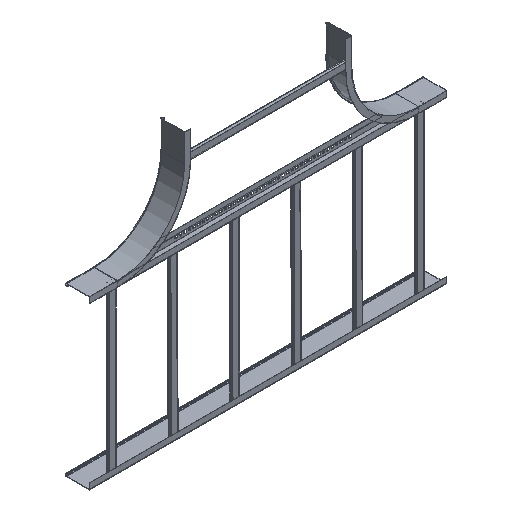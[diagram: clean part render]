
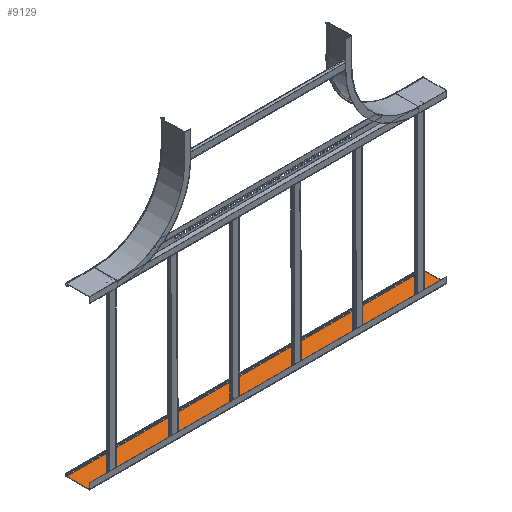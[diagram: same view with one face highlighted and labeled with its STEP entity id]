
A CAD part, isometric view. The second image highlights one B-rep face of the part: STEP entity #9129.
In plain terms, the highlighted face is planar.
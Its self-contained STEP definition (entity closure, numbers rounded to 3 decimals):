
#219 = VERTEX_POINT ( 'NONE', #3179 ) ;
#439 = EDGE_CURVE ( 'NONE', #219, #9916, #6497, .T. ) ;
#460 = CARTESIAN_POINT ( 'NONE',  ( -2., 0., 800. ) ) ;
#720 = EDGE_LOOP ( 'NONE', ( #6727, #985, #1721, #4039, #6122, #4536 ) ) ;
#737 = FACE_OUTER_BOUND ( 'NONE', #720, .T. ) ;
#754 = VECTOR ( 'NONE', #5177, 1000. ) ;
#985 = ORIENTED_EDGE ( 'NONE', *, *, #7657, .T. ) ;
#1184 = CARTESIAN_POINT ( 'NONE',  ( -2., 3., -800. ) ) ;
#1721 = ORIENTED_EDGE ( 'NONE', *, *, #5952, .T. ) ;
#2111 = CARTESIAN_POINT ( 'NONE',  ( -2., 104., 800. ) ) ;
#2226 = CARTESIAN_POINT ( 'NONE',  ( -2., 3., -800. ) ) ;
#2518 = PLANE ( 'NONE',  #6165 ) ;
#2851 = VERTEX_POINT ( 'NONE', #5862 ) ;
#2919 = CARTESIAN_POINT ( 'NONE',  ( -2., 104., -800. ) ) ;
#3090 = DIRECTION ( 'NONE',  ( 0., 0., 1. ) ) ;
#3108 = LINE ( 'NONE', #1184, #7042 ) ;
#3179 = CARTESIAN_POINT ( 'NONE',  ( -2., 3., 800. ) ) ;
#3309 = DIRECTION ( 'NONE',  ( -1., 0., 0. ) ) ;
#3704 = VECTOR ( 'NONE', #5373, 1000. ) ;
#3907 = VERTEX_POINT ( 'NONE', #6931 ) ;
#4039 = ORIENTED_EDGE ( 'NONE', *, *, #9348, .F. ) ;
#4256 = CARTESIAN_POINT ( 'NONE',  ( -2., 0., 800. ) ) ;
#4536 = ORIENTED_EDGE ( 'NONE', *, *, #8899, .T. ) ;
#4566 = LINE ( 'NONE', #9310, #6415 ) ;
#4595 = CARTESIAN_POINT ( 'NONE',  ( -2., 0., -800. ) ) ;
#4649 = VECTOR ( 'NONE', #9734, 1000. ) ;
#4869 = CARTESIAN_POINT ( 'NONE',  ( -2., 0., 800. ) ) ;
#5126 = DIRECTION ( 'NONE',  ( 0., -1., 0. ) ) ;
#5177 = DIRECTION ( 'NONE',  ( 0., -1., 0. ) ) ;
#5373 = DIRECTION ( 'NONE',  ( 0., 1., 0. ) ) ;
#5862 = CARTESIAN_POINT ( 'NONE',  ( -2., 2., 800. ) ) ;
#5952 = EDGE_CURVE ( 'NONE', #3907, #2851, #7184, .T. ) ;
#6122 = ORIENTED_EDGE ( 'NONE', *, *, #439, .T. ) ;
#6165 = AXIS2_PLACEMENT_3D ( 'NONE', #4869, #3309, #8807 ) ;
#6415 = VECTOR ( 'NONE', #7747, 1000. ) ;
#6497 = LINE ( 'NONE', #4256, #4649 ) ;
#6539 = VERTEX_POINT ( 'NONE', #2226 ) ;
#6727 = ORIENTED_EDGE ( 'NONE', *, *, #9507, .F. ) ;
#6931 = CARTESIAN_POINT ( 'NONE',  ( -2., 2., -800. ) ) ;
#7042 = VECTOR ( 'NONE', #5126, 1000. ) ;
#7184 = LINE ( 'NONE', #7801, #9029 ) ;
#7657 = EDGE_CURVE ( 'NONE', #6539, #3907, #3108, .T. ) ;
#7747 = DIRECTION ( 'NONE',  ( 0., 0., -1. ) ) ;
#7801 = CARTESIAN_POINT ( 'NONE',  ( -2., 2., 800. ) ) ;
#8807 = DIRECTION ( 'NONE',  ( 0., 0., 1. ) ) ;
#8899 = EDGE_CURVE ( 'NONE', #9916, #9472, #4566, .T. ) ;
#9029 = VECTOR ( 'NONE', #3090, 1000. ) ;
#9116 = LINE ( 'NONE', #460, #754 ) ;
#9129 = ADVANCED_FACE ( 'NONE', ( #737 ), #2518, .T. ) ;
#9310 = CARTESIAN_POINT ( 'NONE',  ( -2., 104., 800. ) ) ;
#9348 = EDGE_CURVE ( 'NONE', #219, #2851, #9116, .T. ) ;
#9472 = VERTEX_POINT ( 'NONE', #2919 ) ;
#9507 = EDGE_CURVE ( 'NONE', #6539, #9472, #9732, .T. ) ;
#9732 = LINE ( 'NONE', #4595, #3704 ) ;
#9734 = DIRECTION ( 'NONE',  ( 0., 1., 0. ) ) ;
#9916 = VERTEX_POINT ( 'NONE', #2111 ) ;
